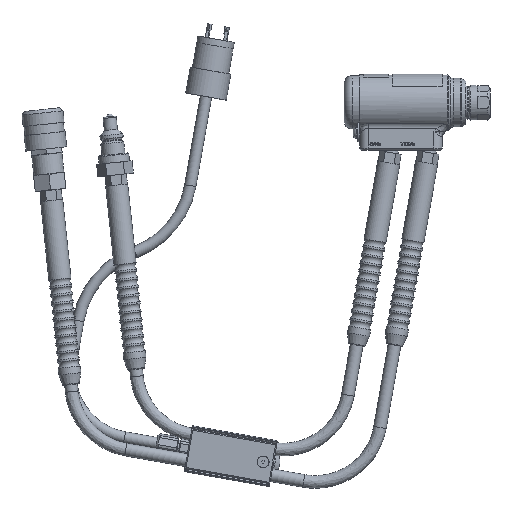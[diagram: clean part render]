
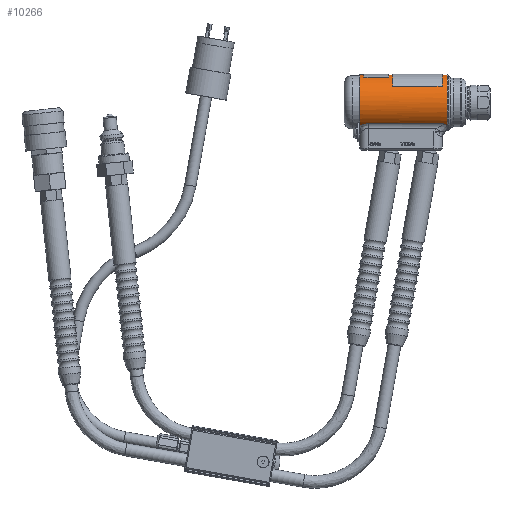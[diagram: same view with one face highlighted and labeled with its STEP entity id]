
A CAD part, left-side view. The second image highlights one B-rep face of the part: STEP entity #10266.
In plain terms, the highlighted cylindrical face has radius 21.59 mm (diameter 43.18 mm), a full revolution.
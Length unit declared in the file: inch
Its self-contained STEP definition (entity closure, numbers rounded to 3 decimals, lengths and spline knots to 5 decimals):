
#1095=CYLINDRICAL_SURFACE('',#34656,0.85);
#1284=LINE('',#42645,#3765);
#1285=LINE('',#42649,#3766);
#1286=LINE('',#42669,#3767);
#1287=LINE('',#42695,#3768);
#1288=LINE('',#42699,#3769);
#1289=LINE('',#42703,#3770);
#3765=VECTOR('',#36182,1.);
#3766=VECTOR('',#36185,1.);
#3767=VECTOR('',#36190,1.);
#3768=VECTOR('',#36193,1.);
#3769=VECTOR('',#36196,1.);
#3770=VECTOR('',#36199,1.);
#7047=FACE_BOUND('',#14584,.T.);
#7048=FACE_BOUND('',#14585,.T.);
#7049=FACE_BOUND('',#14586,.T.);
#7050=FACE_BOUND('',#14587,.T.);
#7661=B_SPLINE_CURVE_WITH_KNOTS('',3,(#42652,#42653,#42654,#42655,#42656,
#42657),.UNSPECIFIED.,.F.,.F.,(4,2,4),(0.,0.5,1.),.UNSPECIFIED.);
#7662=B_SPLINE_CURVE_WITH_KNOTS('',3,(#42662,#42663,#42664,#42665,#42666,
#42667),.UNSPECIFIED.,.F.,.F.,(4,2,4),(0.,0.5,1.),.UNSPECIFIED.);
#7663=B_SPLINE_CURVE_WITH_KNOTS('',3,(#42671,#42672,#42673,#42674,#42675,
#42676,#42677,#42678,#42679,#42680),.UNSPECIFIED.,.F.,.F.,(4,2,2,2,4),(0.,
0.25,0.375,0.5,1.),.UNSPECIFIED.);
#7664=B_SPLINE_CURVE_WITH_KNOTS('',3,(#42684,#42685,#42686,#42687,#42688,
#42689,#42690,#42691,#42692,#42693),.UNSPECIFIED.,.F.,.F.,(4,2,2,2,4),(0.,
0.25,0.375,0.5,1.),.UNSPECIFIED.);
#10266=ADVANCED_FACE('',(#7047,#7048,#7049,#7050),#1095,.T.);
#14584=EDGE_LOOP('',(#16867,#16868,#16869,#16870));
#14585=EDGE_LOOP('',(#16871));
#14586=EDGE_LOOP('',(#16872,#16873,#16874,#16875,#16876,#16877,#16878,#16879));
#14587=EDGE_LOOP('',(#16880,#16881,#16882,#16883));
#16867=ORIENTED_EDGE('',*,*,#29507,.F.);
#16868=ORIENTED_EDGE('',*,*,#29508,.T.);
#16869=ORIENTED_EDGE('',*,*,#29509,.T.);
#16870=ORIENTED_EDGE('',*,*,#29510,.F.);
#16871=ORIENTED_EDGE('',*,*,#29511,.T.);
#16872=ORIENTED_EDGE('',*,*,#29512,.T.);
#16873=ORIENTED_EDGE('',*,*,#29513,.T.);
#16874=ORIENTED_EDGE('',*,*,#29514,.T.);
#16875=ORIENTED_EDGE('',*,*,#29515,.T.);
#16876=ORIENTED_EDGE('',*,*,#29516,.T.);
#16877=ORIENTED_EDGE('',*,*,#29517,.T.);
#16878=ORIENTED_EDGE('',*,*,#29518,.T.);
#16879=ORIENTED_EDGE('',*,*,#29519,.T.);
#16880=ORIENTED_EDGE('',*,*,#29520,.F.);
#16881=ORIENTED_EDGE('',*,*,#29521,.T.);
#16882=ORIENTED_EDGE('',*,*,#29522,.T.);
#16883=ORIENTED_EDGE('',*,*,#29523,.F.);
#26329=VERTEX_POINT('',#42643);
#26330=VERTEX_POINT('',#42644);
#26331=VERTEX_POINT('',#42646);
#26332=VERTEX_POINT('',#42648);
#26333=VERTEX_POINT('',#42651);
#26334=VERTEX_POINT('',#42658);
#26335=VERTEX_POINT('',#42659);
#26336=VERTEX_POINT('',#42661);
#26337=VERTEX_POINT('',#42668);
#26338=VERTEX_POINT('',#42670);
#26339=VERTEX_POINT('',#42681);
#26340=VERTEX_POINT('',#42683);
#26341=VERTEX_POINT('',#42694);
#26342=VERTEX_POINT('',#42697);
#26343=VERTEX_POINT('',#42698);
#26344=VERTEX_POINT('',#42700);
#26345=VERTEX_POINT('',#42702);
#29507=EDGE_CURVE('',#26329,#26330,#34222,.T.);
#29508=EDGE_CURVE('',#26329,#26331,#1284,.T.);
#29509=EDGE_CURVE('',#26331,#26332,#34223,.T.);
#29510=EDGE_CURVE('',#26330,#26332,#1285,.T.);
#29511=EDGE_CURVE('',#26333,#26333,#34224,.T.);
#29512=EDGE_CURVE('',#26334,#26335,#7661,.T.);
#29513=EDGE_CURVE('',#26335,#26336,#34225,.T.);
#29514=EDGE_CURVE('',#26336,#26337,#7662,.T.);
#29515=EDGE_CURVE('',#26337,#26338,#1286,.T.);
#29516=EDGE_CURVE('',#26338,#26339,#7663,.T.);
#29517=EDGE_CURVE('',#26339,#26340,#34226,.T.);
#29518=EDGE_CURVE('',#26340,#26341,#7664,.T.);
#29519=EDGE_CURVE('',#26341,#26334,#1287,.T.);
#29520=EDGE_CURVE('',#26342,#26343,#34227,.T.);
#29521=EDGE_CURVE('',#26342,#26344,#1288,.T.);
#29522=EDGE_CURVE('',#26344,#26345,#34228,.T.);
#29523=EDGE_CURVE('',#26343,#26345,#1289,.T.);
#34222=CIRCLE('',#34649,0.85);
#34223=CIRCLE('',#34650,0.85);
#34224=CIRCLE('',#34651,0.85);
#34225=CIRCLE('',#34652,0.85);
#34226=CIRCLE('',#34653,0.85);
#34227=CIRCLE('',#34654,0.85);
#34228=CIRCLE('',#34655,0.85);
#34649=AXIS2_PLACEMENT_3D('',#42642,#36180,#36181);
#34650=AXIS2_PLACEMENT_3D('',#42647,#36183,#36184);
#34651=AXIS2_PLACEMENT_3D('',#42650,#36186,#36187);
#34652=AXIS2_PLACEMENT_3D('',#42660,#36188,#36189);
#34653=AXIS2_PLACEMENT_3D('',#42682,#36191,#36192);
#34654=AXIS2_PLACEMENT_3D('',#42696,#36194,#36195);
#34655=AXIS2_PLACEMENT_3D('',#42701,#36197,#36198);
#34656=AXIS2_PLACEMENT_3D('',#42704,#36200,#36201);
#36180=DIRECTION('',(0.,1.,0.));
#36181=DIRECTION('',(1.,0.,0.));
#36182=DIRECTION('',(0.,1.,0.));
#36183=DIRECTION('',(0.,1.,0.));
#36184=DIRECTION('',(1.,0.,0.));
#36185=DIRECTION('',(0.,1.,0.));
#36186=DIRECTION('',(0.,1.,0.));
#36187=DIRECTION('',(1.,0.,0.));
#36188=DIRECTION('',(0.,-1.,0.));
#36189=DIRECTION('',(0.,0.,-1.));
#36190=DIRECTION('',(0.,-1.,0.));
#36191=DIRECTION('',(0.,-1.,0.));
#36192=DIRECTION('',(-1.,0.,0.));
#36193=DIRECTION('',(0.,1.,0.));
#36194=DIRECTION('',(0.,1.,0.));
#36195=DIRECTION('',(1.,0.,0.));
#36196=DIRECTION('',(0.,1.,0.));
#36197=DIRECTION('',(0.,1.,0.));
#36198=DIRECTION('',(1.,0.,0.));
#36199=DIRECTION('',(0.,1.,0.));
#36200=DIRECTION('',(0.,1.,0.));
#36201=DIRECTION('',(1.,0.,0.));
#42642=CARTESIAN_POINT('',(0.,0.715,0.));
#42643=CARTESIAN_POINT('',(-0.69186,0.715,0.49379));
#42644=CARTESIAN_POINT('',(0.69186,0.715,0.49379));
#42645=CARTESIAN_POINT('',(-0.69186,0.715,0.49379));
#42646=CARTESIAN_POINT('',(-0.69186,2.215,0.49379));
#42647=CARTESIAN_POINT('',(0.,2.215,0.));
#42648=CARTESIAN_POINT('',(0.69186,2.215,0.49379));
#42649=CARTESIAN_POINT('',(0.69186,0.715,0.49379));
#42650=CARTESIAN_POINT('',(0.,0.55443,0.));
#42651=CARTESIAN_POINT('',(0.85,0.55443,0.));
#42652=CARTESIAN_POINT('',(0.56311,2.965,-0.63671));
#42653=CARTESIAN_POINT('',(0.56311,3.00903,-0.63672));
#42654=CARTESIAN_POINT('',(0.55726,3.05441,-0.64199));
#42655=CARTESIAN_POINT('',(0.53562,3.13828,-0.66016));
#42656=CARTESIAN_POINT('',(0.51996,3.17783,-0.67293));
#42657=CARTESIAN_POINT('',(0.49871,3.215,-0.68832));
#42658=CARTESIAN_POINT('',(0.56311,2.965,-0.63671));
#42659=CARTESIAN_POINT('',(0.49871,3.215,-0.68832));
#42660=CARTESIAN_POINT('',(0.,3.215,0.));
#42661=CARTESIAN_POINT('',(-0.49871,3.215,-0.68832));
#42662=CARTESIAN_POINT('',(-0.49871,3.215,-0.68832));
#42663=CARTESIAN_POINT('',(-0.51991,3.17791,-0.67296));
#42664=CARTESIAN_POINT('',(-0.53514,3.14001,-0.66056));
#42665=CARTESIAN_POINT('',(-0.55766,3.05281,-0.64166));
#42666=CARTESIAN_POINT('',(-0.56311,3.00901,-0.63672));
#42667=CARTESIAN_POINT('',(-0.56311,2.965,-0.63671));
#42668=CARTESIAN_POINT('',(-0.56311,2.965,-0.63671));
#42669=CARTESIAN_POINT('',(-0.56311,5.65481,-0.63671));
#42670=CARTESIAN_POINT('',(-0.56311,0.66055,-0.63671));
#42671=CARTESIAN_POINT('',(-0.56311,0.66055,-0.63671));
#42672=CARTESIAN_POINT('',(-0.55319,0.64369,-0.64549));
#42673=CARTESIAN_POINT('',(-0.54102,0.62869,-0.65586));
#42674=CARTESIAN_POINT('',(-0.51899,0.609,-0.67323));
#42675=CARTESIAN_POINT('',(-0.51101,0.6029,-0.67932));
#42676=CARTESIAN_POINT('',(-0.49372,0.59164,-0.69199));
#42677=CARTESIAN_POINT('',(-0.48319,0.58591,-0.69938));
#42678=CARTESIAN_POINT('',(-0.43914,0.56526,-0.72902));
#42679=CARTESIAN_POINT('',(-0.4,0.557,-0.7515));
#42680=CARTESIAN_POINT('',(-0.35689,0.557,-0.77145));
#42681=CARTESIAN_POINT('',(-0.35689,0.557,-0.77145));
#42682=CARTESIAN_POINT('',(0.,0.557,0.));
#42683=CARTESIAN_POINT('',(0.35689,0.557,-0.77145));
#42684=CARTESIAN_POINT('',(0.35689,0.557,-0.77145));
#42685=CARTESIAN_POINT('',(0.37845,0.557,-0.76147));
#42686=CARTESIAN_POINT('',(0.39902,0.55907,-0.75086));
#42687=CARTESIAN_POINT('',(0.4284,0.56527,-0.73424));
#42688=CARTESIAN_POINT('',(0.43794,0.56785,-0.72858));
#42689=CARTESIAN_POINT('',(0.45655,0.57405,-0.71707));
#42690=CARTESIAN_POINT('',(0.4644,0.5771,-0.71202));
#42691=CARTESIAN_POINT('',(0.5145,0.60058,-0.67833));
#42692=CARTESIAN_POINT('',(0.54327,0.62683,-0.65427));
#42693=CARTESIAN_POINT('',(0.56311,0.66055,-0.63671));
#42694=CARTESIAN_POINT('',(0.56311,0.66055,-0.63671));
#42695=CARTESIAN_POINT('',(0.56311,5.65481,-0.63671));
#42696=CARTESIAN_POINT('',(0.,2.34,0.));
#42697=CARTESIAN_POINT('',(-0.37064,2.34,0.76494));
#42698=CARTESIAN_POINT('',(0.37064,2.34,0.76494));
#42699=CARTESIAN_POINT('',(-0.37064,2.34,0.76494));
#42700=CARTESIAN_POINT('',(-0.37064,3.09,0.76494));
#42701=CARTESIAN_POINT('',(0.,3.09,0.));
#42702=CARTESIAN_POINT('',(0.37064,3.09,0.76494));
#42703=CARTESIAN_POINT('',(0.37064,2.34,0.76494));
#42704=CARTESIAN_POINT('',(0.,5.65481,0.));
